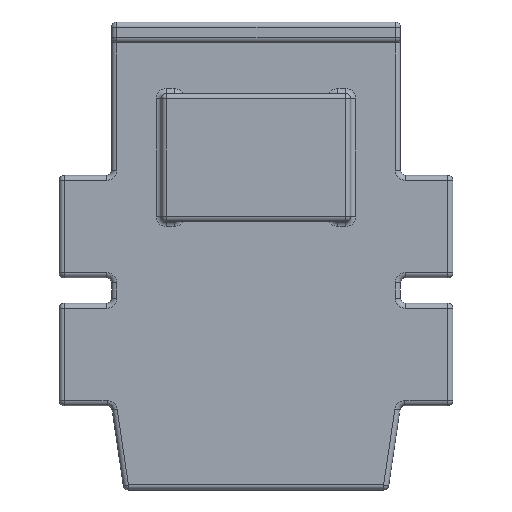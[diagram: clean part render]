
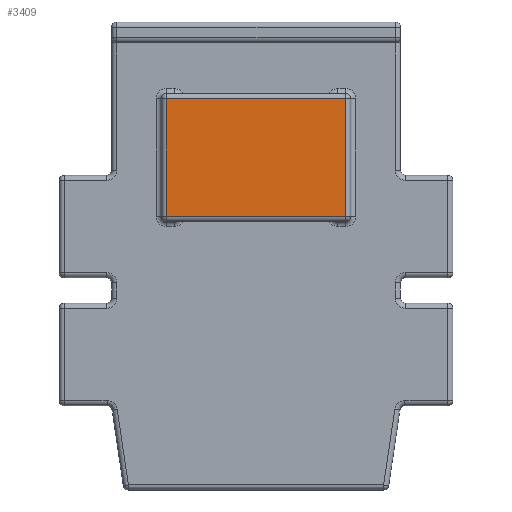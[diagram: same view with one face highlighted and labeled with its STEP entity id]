
A CAD part, front view. The second image highlights one B-rep face of the part: STEP entity #3409.
In plain terms, the highlighted planar face has unit normal (0, -1, 0).
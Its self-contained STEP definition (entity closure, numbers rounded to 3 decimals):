
#95=PLANE('',#3928);
#351=FACE_OUTER_BOUND('',#581,.T.);
#581=EDGE_LOOP('',(#3031,#3032,#3033,#3034));
#806=LINE('',#6158,#1034);
#807=LINE('',#6167,#1035);
#814=LINE('',#6185,#1042);
#815=LINE('',#6190,#1043);
#1034=VECTOR('',#5083,10.);
#1035=VECTOR('',#5096,10.);
#1042=VECTOR('',#5125,10.);
#1043=VECTOR('',#5134,10.);
#1581=VERTEX_POINT('',#6153);
#1582=VERTEX_POINT('',#6156);
#1583=VERTEX_POINT('',#6164);
#1584=VERTEX_POINT('',#6166);
#2062=EDGE_CURVE('',#1582,#1581,#806,.T.);
#2066=EDGE_CURVE('',#1583,#1584,#807,.T.);
#2076=EDGE_CURVE('',#1582,#1584,#814,.T.);
#2077=EDGE_CURVE('',#1581,#1583,#815,.T.);
#3031=ORIENTED_EDGE('',*,*,#2062,.F.);
#3032=ORIENTED_EDGE('',*,*,#2076,.T.);
#3033=ORIENTED_EDGE('',*,*,#2066,.F.);
#3034=ORIENTED_EDGE('',*,*,#2077,.F.);
#3409=ADVANCED_FACE('',(#351),#95,.T.);
#3928=AXIS2_PLACEMENT_3D('',#6189,#5132,#5133);
#5083=DIRECTION('',(1.,0.,0.));
#5096=DIRECTION('',(-1.,0.,0.));
#5125=DIRECTION('',(0.,0.,-1.));
#5132=DIRECTION('center_axis',(0.,-1.,0.));
#5133=DIRECTION('ref_axis',(-1.,0.,0.));
#5134=DIRECTION('',(0.,0.,-1.));
#6153=CARTESIAN_POINT('',(3.5,1.3,4.));
#6156=CARTESIAN_POINT('',(-3.5,1.3,4.));
#6158=CARTESIAN_POINT('',(1.75,1.3,4.));
#6164=CARTESIAN_POINT('',(3.5,1.3,-0.6));
#6166=CARTESIAN_POINT('',(-3.5,1.3,-0.6));
#6167=CARTESIAN_POINT('',(1.75,1.3,-0.6));
#6185=CARTESIAN_POINT('',(-3.5,1.3,4.2));
#6189=CARTESIAN_POINT('Origin',(3.5,1.3,4.2));
#6190=CARTESIAN_POINT('',(3.5,1.3,4.2));
